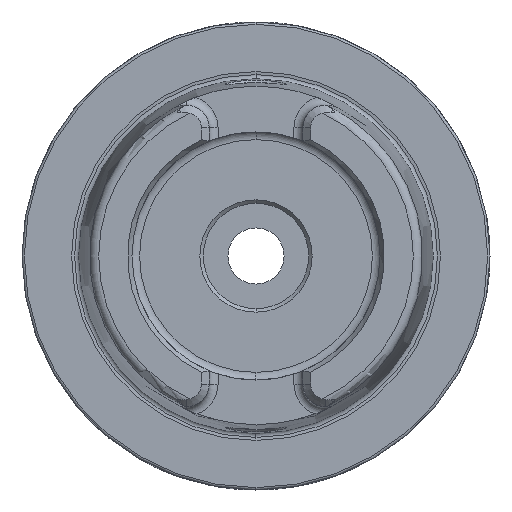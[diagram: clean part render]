
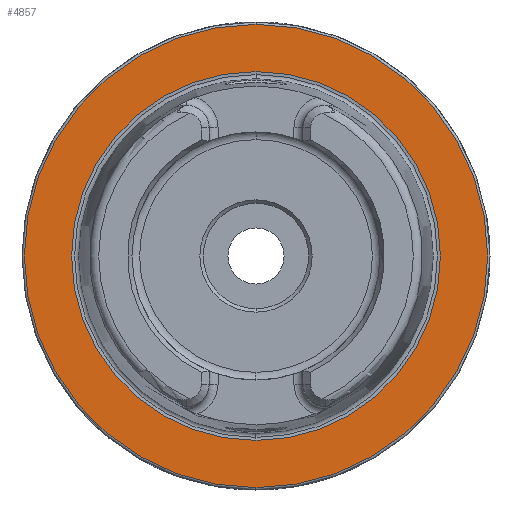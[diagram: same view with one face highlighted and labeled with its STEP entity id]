
A CAD part, left-side view. The second image highlights one B-rep face of the part: STEP entity #4857.
In plain terms, the highlighted planar face has unit normal (-1, 0, 0).
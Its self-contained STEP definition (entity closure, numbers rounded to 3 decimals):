
#949 = CIRCLE ( 'NONE', #8053, 39.405 ) ;
#958 = CIRCLE ( 'NONE', #8056, 49.5 ) ;
#1349 = CARTESIAN_POINT ( 'NONE',  ( 0., 0., -39.405 ) ) ;
#1353 = CARTESIAN_POINT ( 'NONE',  ( 0., 0., 39.405 ) ) ;
#1355 = CARTESIAN_POINT ( 'NONE',  ( 0., 0., 49.5 ) ) ;
#1356 = CARTESIAN_POINT ( 'NONE',  ( 0., 0., -49.5 ) ) ;
#2027 = CARTESIAN_POINT ( 'NONE',  ( 0., 0., 0. ) ) ;
#2028 = DIRECTION ( 'NONE',  ( -1., 0., 0. ) ) ;
#2029 = DIRECTION ( 'NONE',  ( 0., 0., 1. ) ) ;
#2036 = CARTESIAN_POINT ( 'NONE',  ( 0., 0., 0. ) ) ;
#2037 = DIRECTION ( 'NONE',  ( -1., 0., 0. ) ) ;
#2038 = DIRECTION ( 'NONE',  ( 0., 0., 1. ) ) ;
#4857 = ADVANCED_FACE ( 'NONE', ( #5921, #5930 ), #5865, .F. ) ;
#5511 = EDGE_CURVE ( 'NONE', #7441, #7440, #6031, .T. ) ;
#5512 = EDGE_CURVE ( 'NONE', #7438, #7434, #6032, .T. ) ;
#5864 = CARTESIAN_POINT ( 'NONE',  ( 0., 49.5, 0. ) ) ;
#5865 = PLANE ( 'NONE',  #7132 ) ;
#5870 = DIRECTION ( 'NONE',  ( 1., 0., 0. ) ) ;
#5871 = DIRECTION ( 'NONE',  ( 0., 0., -1. ) ) ;
#5921 = FACE_BOUND ( 'NONE', #9333, .T. ) ;
#5930 = FACE_OUTER_BOUND ( 'NONE', #9310, .T. ) ;
#6031 = CIRCLE ( 'NONE', #7182, 49.5 ) ;
#6032 = CIRCLE ( 'NONE', #7183, 39.405 ) ;
#7132 = AXIS2_PLACEMENT_3D ( 'NONE', #5864, #5870, #5871 ) ;
#7182 = AXIS2_PLACEMENT_3D ( 'NONE', #7805, #7806, #7807 ) ;
#7183 = AXIS2_PLACEMENT_3D ( 'NONE', #7808, #7809, #7810 ) ;
#7434 = VERTEX_POINT ( 'NONE', #1349 ) ;
#7438 = VERTEX_POINT ( 'NONE', #1353 ) ;
#7440 = VERTEX_POINT ( 'NONE', #1355 ) ;
#7441 = VERTEX_POINT ( 'NONE', #1356 ) ;
#7805 = CARTESIAN_POINT ( 'NONE',  ( 0., 0., 0. ) ) ;
#7806 = DIRECTION ( 'NONE',  ( -1., 0., 0. ) ) ;
#7807 = DIRECTION ( 'NONE',  ( 0., 0., 1. ) ) ;
#7808 = CARTESIAN_POINT ( 'NONE',  ( 0., 0., 0. ) ) ;
#7809 = DIRECTION ( 'NONE',  ( -1., 0., 0. ) ) ;
#7810 = DIRECTION ( 'NONE',  ( 0., 0., 1. ) ) ;
#8053 = AXIS2_PLACEMENT_3D ( 'NONE', #2027, #2028, #2029 ) ;
#8056 = AXIS2_PLACEMENT_3D ( 'NONE', #2036, #2037, #2038 ) ;
#8904 = EDGE_CURVE ( 'NONE', #7434, #7438, #949, .T. ) ;
#8908 = EDGE_CURVE ( 'NONE', #7440, #7441, #958, .T. ) ;
#9310 = EDGE_LOOP ( 'NONE', ( #9518, #9519 ) ) ;
#9333 = EDGE_LOOP ( 'NONE', ( #9516, #9517 ) ) ;
#9516 = ORIENTED_EDGE ( 'NONE', *, *, #5512, .F. ) ;
#9517 = ORIENTED_EDGE ( 'NONE', *, *, #8904, .F. ) ;
#9518 = ORIENTED_EDGE ( 'NONE', *, *, #8908, .T. ) ;
#9519 = ORIENTED_EDGE ( 'NONE', *, *, #5511, .T. ) ;
